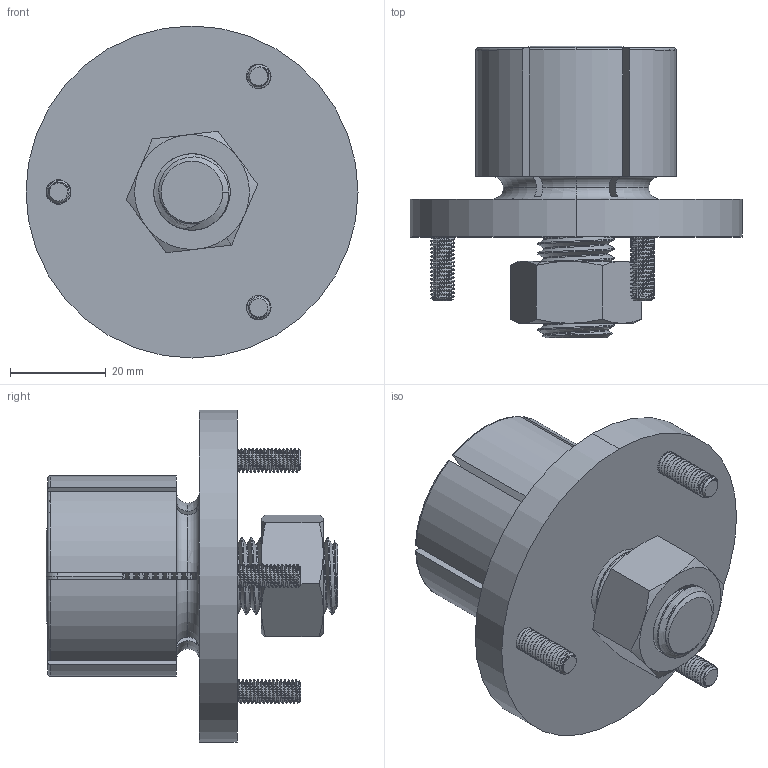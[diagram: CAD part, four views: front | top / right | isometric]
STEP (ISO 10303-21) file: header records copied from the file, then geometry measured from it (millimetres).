
FILE_DESCRIPTION (( 'STEP AP214' ), '1' );
FILE_NAME ('38300.STEP', '2017-08-24T14:35:20', ( 'Mike W' ), ( '' ), 'SwSTEP 2.0', 'SolidWorks 2017', '' );
FILE_SCHEMA (( 'AUTOMOTIVE_DESIGN' ));
Length unit declared in the file: inch
Products named in the file (5): 38052_38052; M520MM FHCS_M520MM FHCS; M16 FHN_M16 FHN; 131300_131300 ; 38300
Assembly tree (6 placements, depth 2):
  38300
    131300_131300 
    M16 FHN_M16 FHN
    M520MM FHCS_M520MM FHCS  x3
    38052_38052
Bounding box: 69.47 x 61 x 69.47 mm (x, y, z)
Volume: 72674.1 mm3; surface area: 29926.2 mm2
Topology: 6 solids, 6 shells, 624 faces, 1674 edges, 1067 vertices
Faces by surface type: cylinder 403, cone 110, plane 77, torus 26, bspline 8
Entity records: 18972 total; most frequent: CARTESIAN_POINT 10034, ORIENTED_EDGE 2120, DIRECTION 1567, EDGE_CURVE 1060, VERTEX_POINT 669, AXIS2_PLACEMENT_3D 608, EDGE_LOOP 415, ADVANCED_FACE 402
